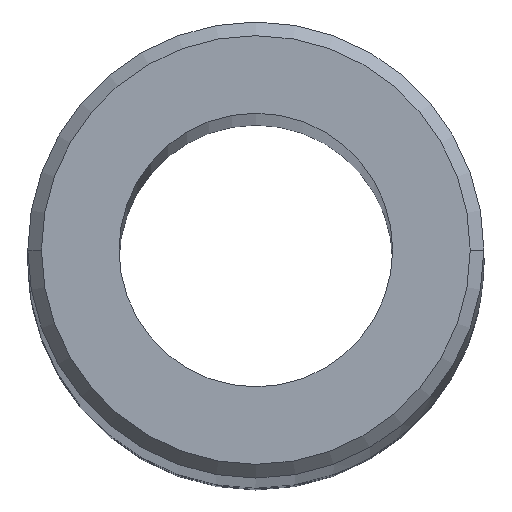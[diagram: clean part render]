
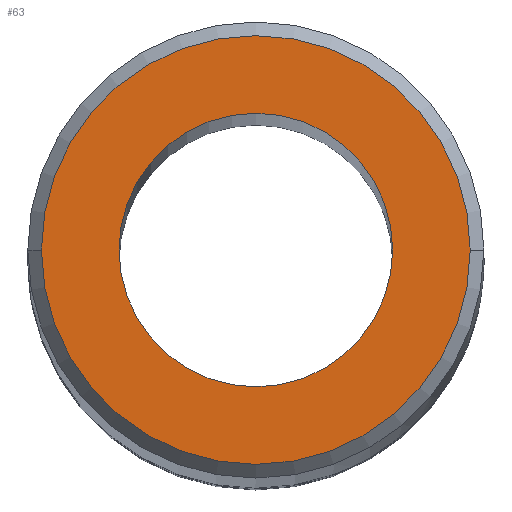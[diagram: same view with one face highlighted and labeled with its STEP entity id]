
A CAD part, top view. The second image highlights one B-rep face of the part: STEP entity #63.
In plain terms, the highlighted planar face has unit normal (0, 0, 1).
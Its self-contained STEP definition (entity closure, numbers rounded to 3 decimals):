
#37 = EDGE_LOOP ( 'NONE', ( #64, #62 ) ) ;
#45 = EDGE_CURVE ( 'NONE', #204, #206, #227, .T. ) ;
#51 = ORIENTED_EDGE ( 'NONE', *, *, #78, .F. ) ;
#53 = EDGE_CURVE ( 'NONE', #201, #181, #238, .T. ) ;
#61 = EDGE_LOOP ( 'NONE', ( #65, #51 ) ) ;
#62 = ORIENTED_EDGE ( 'NONE', *, *, #179, .T. ) ;
#63 = ADVANCED_FACE ( 'NONE', ( #250, #235 ), #253, .T. ) ;
#64 = ORIENTED_EDGE ( 'NONE', *, *, #53, .T. ) ;
#65 = ORIENTED_EDGE ( 'NONE', *, *, #45, .F. ) ;
#78 = EDGE_CURVE ( 'NONE', #206, #204, #342, .T. ) ;
#179 = EDGE_CURVE ( 'NONE', #181, #201, #856, .T. ) ;
#181 = VERTEX_POINT ( 'NONE', #862 ) ;
#201 = VERTEX_POINT ( 'NONE', #921 ) ;
#204 = VERTEX_POINT ( 'NONE', #901 ) ;
#206 = VERTEX_POINT ( 'NONE', #923 ) ;
#227 = CIRCLE ( 'NONE', #228, 3. ) ;
#228 = AXIS2_PLACEMENT_3D ( 'NONE', #283, #262, #261 ) ;
#235 = FACE_OUTER_BOUND ( 'NONE', #37, .T. ) ;
#238 = CIRCLE ( 'NONE', #244, 4.7 ) ;
#240 = CARTESIAN_POINT ( 'NONE',  ( 0., 0., 75. ) ) ;
#241 = AXIS2_PLACEMENT_3D ( 'NONE', #274, #273, #272 ) ;
#244 = AXIS2_PLACEMENT_3D ( 'NONE', #240, #255, #254 ) ;
#250 = FACE_BOUND ( 'NONE', #61, .T. ) ;
#253 = PLANE ( 'NONE',  #241 ) ;
#254 = DIRECTION ( 'NONE',  ( 1., 0., 0. ) ) ;
#255 = DIRECTION ( 'NONE',  ( 0., 0., 1. ) ) ;
#261 = DIRECTION ( 'NONE',  ( 1., 0., 0. ) ) ;
#262 = DIRECTION ( 'NONE',  ( 0., 0., 1. ) ) ;
#272 = DIRECTION ( 'NONE',  ( 1., 0., 0. ) ) ;
#273 = DIRECTION ( 'NONE',  ( 0., 0., 1. ) ) ;
#274 = CARTESIAN_POINT ( 'NONE',  ( 0., 0., 75. ) ) ;
#283 = CARTESIAN_POINT ( 'NONE',  ( 0., 0., 75. ) ) ;
#326 = AXIS2_PLACEMENT_3D ( 'NONE', #463, #358, #428 ) ;
#342 = CIRCLE ( 'NONE', #326, 3. ) ;
#358 = DIRECTION ( 'NONE',  ( 0., 0., 1. ) ) ;
#428 = DIRECTION ( 'NONE',  ( 1., 0., 0. ) ) ;
#463 = CARTESIAN_POINT ( 'NONE',  ( 0., 0., 75. ) ) ;
#842 = DIRECTION ( 'NONE',  ( 1., 0., 0. ) ) ;
#843 = DIRECTION ( 'NONE',  ( 0., 0., 1. ) ) ;
#856 = CIRCLE ( 'NONE', #867, 4.7 ) ;
#862 = CARTESIAN_POINT ( 'NONE',  ( 4.7, 0., 75. ) ) ;
#863 = CARTESIAN_POINT ( 'NONE',  ( 0., 0., 75. ) ) ;
#867 = AXIS2_PLACEMENT_3D ( 'NONE', #863, #843, #842 ) ;
#901 = CARTESIAN_POINT ( 'NONE',  ( 3., 0., 75. ) ) ;
#921 = CARTESIAN_POINT ( 'NONE',  ( -4.7, 0., 75. ) ) ;
#923 = CARTESIAN_POINT ( 'NONE',  ( -3., 0., 75. ) ) ;
